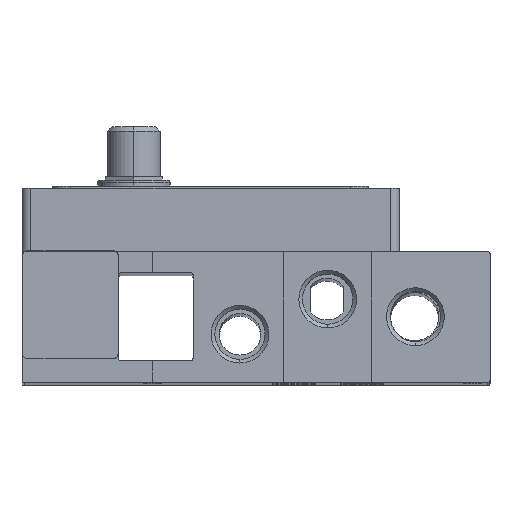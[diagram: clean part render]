
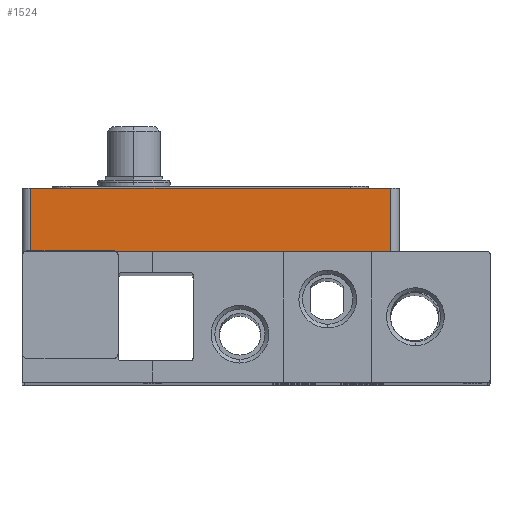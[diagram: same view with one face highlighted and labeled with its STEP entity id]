
A CAD part, top view. The second image highlights one B-rep face of the part: STEP entity #1524.
In plain terms, the highlighted planar face has unit normal (0, 0, 1).
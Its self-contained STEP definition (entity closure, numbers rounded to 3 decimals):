
#349 = VERTEX_POINT ( 'NONE', #4951 ) ;
#1132 = VERTEX_POINT ( 'NONE', #16289 ) ;
#1226 = VECTOR ( 'NONE', #2497, 1000. ) ;
#1319 = EDGE_CURVE ( 'NONE', #9571, #1132, #5965, .T. ) ;
#1524 = ADVANCED_FACE ( 'NONE', ( #2444 ), #11791, .F. ) ;
#1655 = ORIENTED_EDGE ( 'NONE', *, *, #1319, .F. ) ;
#2061 = DIRECTION ( 'NONE',  ( -1., 0., 0. ) ) ;
#2444 = FACE_OUTER_BOUND ( 'NONE', #13813, .T. ) ;
#2497 = DIRECTION ( 'NONE',  ( 1., 0., 0. ) ) ;
#3621 = CARTESIAN_POINT ( 'NONE',  ( 2., 29.8, -9. ) ) ;
#4599 = EDGE_CURVE ( 'NONE', #15860, #349, #11009, .T. ) ;
#4951 = CARTESIAN_POINT ( 'NONE',  ( 84., 29.8, -9. ) ) ;
#5171 = DIRECTION ( 'NONE',  ( 0., 0., -1. ) ) ;
#5628 = ORIENTED_EDGE ( 'NONE', *, *, #10533, .F. ) ;
#5864 = VECTOR ( 'NONE', #11348, 1000. ) ;
#5965 = LINE ( 'NONE', #13993, #9907 ) ;
#6266 = EDGE_CURVE ( 'NONE', #349, #9571, #13791, .T. ) ;
#7272 = VECTOR ( 'NONE', #2061, 1000. ) ;
#7445 = ORIENTED_EDGE ( 'NONE', *, *, #4599, .F. ) ;
#9139 = LINE ( 'NONE', #10274, #1226 ) ;
#9571 = VERTEX_POINT ( 'NONE', #3621 ) ;
#9907 = VECTOR ( 'NONE', #10057, 1000. ) ;
#10057 = DIRECTION ( 'NONE',  ( 0., 1., 0. ) ) ;
#10274 = CARTESIAN_POINT ( 'NONE',  ( 2., 44.3, -9. ) ) ;
#10482 = DIRECTION ( 'NONE',  ( -1., 0., 0. ) ) ;
#10533 = EDGE_CURVE ( 'NONE', #1132, #15860, #9139, .T. ) ;
#10617 = ORIENTED_EDGE ( 'NONE', *, *, #6266, .F. ) ;
#11009 = LINE ( 'NONE', #11265, #5864 ) ;
#11265 = CARTESIAN_POINT ( 'NONE',  ( 84., 44.3, -9. ) ) ;
#11348 = DIRECTION ( 'NONE',  ( 0., -1., 0. ) ) ;
#11791 = PLANE ( 'NONE',  #16634 ) ;
#13791 = LINE ( 'NONE', #15283, #7272 ) ;
#13813 = EDGE_LOOP ( 'NONE', ( #7445, #5628, #1655, #10617 ) ) ;
#13993 = CARTESIAN_POINT ( 'NONE',  ( 2., 44.3, -9. ) ) ;
#14239 = CARTESIAN_POINT ( 'NONE',  ( 84., 44.3, -9. ) ) ;
#15283 = CARTESIAN_POINT ( 'NONE',  ( 106.2, 29.8, -9. ) ) ;
#15860 = VERTEX_POINT ( 'NONE', #14239 ) ;
#16289 = CARTESIAN_POINT ( 'NONE',  ( 2., 44.3, -9. ) ) ;
#16634 = AXIS2_PLACEMENT_3D ( 'NONE', #17146, #5171, #10482 ) ;
#17146 = CARTESIAN_POINT ( 'NONE',  ( 2., 44.3, -9. ) ) ;
